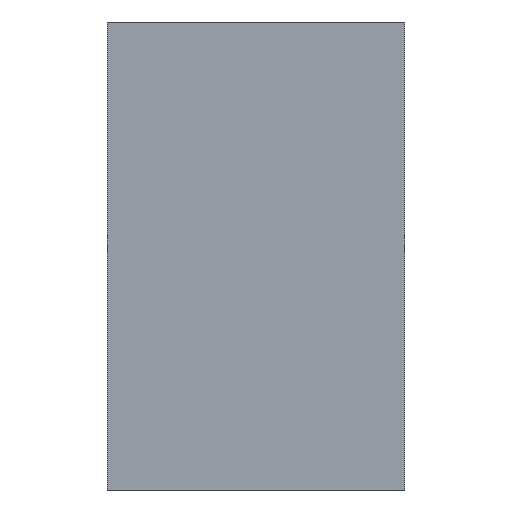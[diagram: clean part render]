
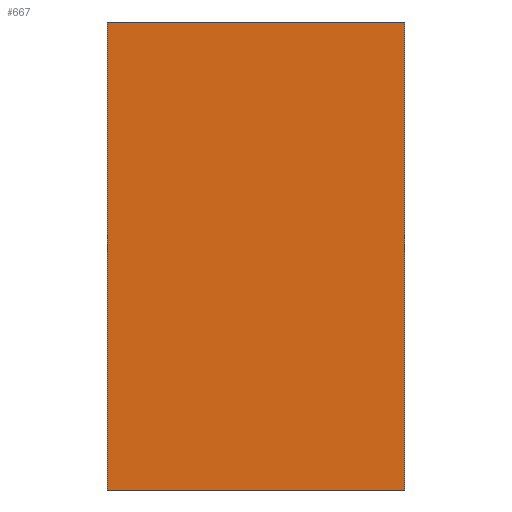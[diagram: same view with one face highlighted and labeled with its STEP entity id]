
A CAD part, left-side view. The second image highlights one B-rep face of the part: STEP entity #667.
In plain terms, the highlighted planar face has unit normal (-1, 0, 0).
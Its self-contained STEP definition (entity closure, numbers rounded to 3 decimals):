
#10 = CARTESIAN_POINT ( 'NONE',  ( -2.4, 2.1, -1.65 ) ) ;
#16 = VECTOR ( 'NONE', #467, 1000. ) ;
#34 = CARTESIAN_POINT ( 'NONE',  ( -2.4, 0., 1.65 ) ) ;
#63 = LINE ( 'NONE', #920, #16 ) ;
#69 = DIRECTION ( 'NONE',  ( 0., 0., -1. ) ) ;
#82 = LINE ( 'NONE', #197, #143 ) ;
#99 = DIRECTION ( 'NONE',  ( 0., -1., 0. ) ) ;
#110 = VECTOR ( 'NONE', #962, 1000. ) ;
#125 = ORIENTED_EDGE ( 'NONE', *, *, #475, .T. ) ;
#143 = VECTOR ( 'NONE', #69, 1000. ) ;
#189 = PLANE ( 'NONE',  #429 ) ;
#195 = LINE ( 'NONE', #792, #110 ) ;
#197 = CARTESIAN_POINT ( 'NONE',  ( -2.4, 2.1, 1.65 ) ) ;
#267 = CARTESIAN_POINT ( 'NONE',  ( -2.4, 0., -1.65 ) ) ;
#278 = VERTEX_POINT ( 'NONE', #741 ) ;
#385 = ORIENTED_EDGE ( 'NONE', *, *, #811, .F. ) ;
#429 = AXIS2_PLACEMENT_3D ( 'NONE', #885, #794, #532 ) ;
#467 = DIRECTION ( 'NONE',  ( 0., 0., -1. ) ) ;
#471 = VERTEX_POINT ( 'NONE', #267 ) ;
#475 = EDGE_CURVE ( 'NONE', #278, #1125, #82, .T. ) ;
#532 = DIRECTION ( 'NONE',  ( 0., 0., -1. ) ) ;
#571 = FACE_OUTER_BOUND ( 'NONE', #720, .T. ) ;
#579 = ORIENTED_EDGE ( 'NONE', *, *, #1017, .F. ) ;
#614 = CARTESIAN_POINT ( 'NONE',  ( -2.4, 0., 1.65 ) ) ;
#629 = ORIENTED_EDGE ( 'NONE', *, *, #705, .T. ) ;
#667 = ADVANCED_FACE ( 'NONE', ( #571 ), #189, .F. ) ;
#672 = VERTEX_POINT ( 'NONE', #34 ) ;
#705 = EDGE_CURVE ( 'NONE', #1125, #471, #195, .T. ) ;
#720 = EDGE_LOOP ( 'NONE', ( #629, #579, #385, #125 ) ) ;
#741 = CARTESIAN_POINT ( 'NONE',  ( -2.4, 2.1, 1.65 ) ) ;
#791 = VECTOR ( 'NONE', #99, 1000. ) ;
#792 = CARTESIAN_POINT ( 'NONE',  ( -2.4, 0., -1.65 ) ) ;
#794 = DIRECTION ( 'NONE',  ( 1., 0., 0. ) ) ;
#811 = EDGE_CURVE ( 'NONE', #278, #672, #968, .T. ) ;
#885 = CARTESIAN_POINT ( 'NONE',  ( -2.4, 0., 1.65 ) ) ;
#920 = CARTESIAN_POINT ( 'NONE',  ( -2.4, 0., 1.65 ) ) ;
#962 = DIRECTION ( 'NONE',  ( 0., -1., 0. ) ) ;
#968 = LINE ( 'NONE', #614, #791 ) ;
#1017 = EDGE_CURVE ( 'NONE', #672, #471, #63, .T. ) ;
#1125 = VERTEX_POINT ( 'NONE', #10 ) ;
